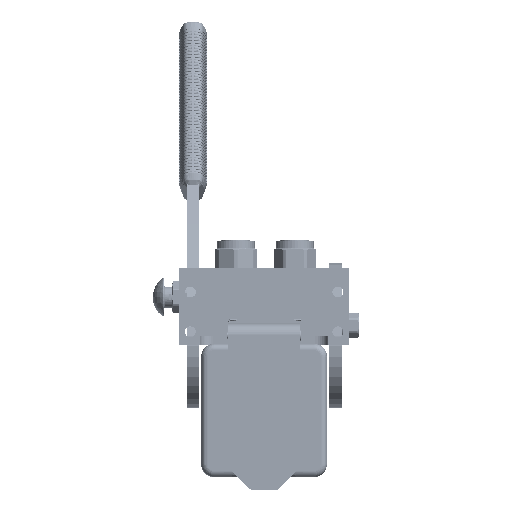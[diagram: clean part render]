
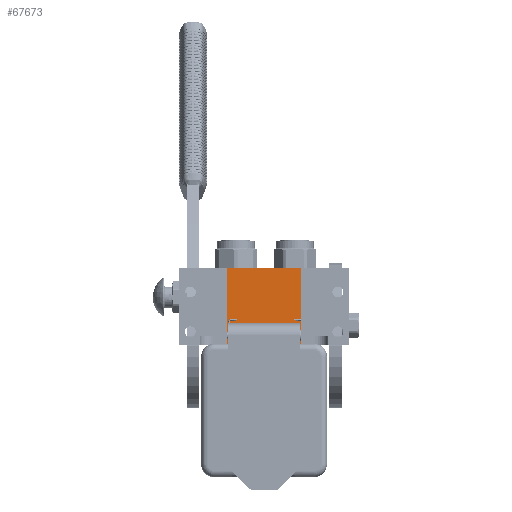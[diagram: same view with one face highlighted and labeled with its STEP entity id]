
A CAD part, left-side view. The second image highlights one B-rep face of the part: STEP entity #67673.
In plain terms, the highlighted face is planar.
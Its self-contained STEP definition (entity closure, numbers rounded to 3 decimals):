
#1558 = ORIENTED_EDGE ( 'NONE', *, *, #17467, .F. ) ;
#4519 = LINE ( 'NONE', #127276, #54891 ) ;
#5042 = VECTOR ( 'NONE', #118040, 1000. ) ;
#9288 = LINE ( 'NONE', #131542, #5042 ) ;
#17467 = EDGE_CURVE ( 'NONE', #141108, #149780, #4519, .T. ) ;
#24911 = VERTEX_POINT ( 'NONE', #91053 ) ;
#28311 = CARTESIAN_POINT ( 'NONE',  ( -29., 60.2, -107.5 ) ) ;
#43312 = DIRECTION ( 'NONE',  ( -1., 0., 0. ) ) ;
#44640 = CARTESIAN_POINT ( 'NONE',  ( 29., 0., -107.5 ) ) ;
#54891 = VECTOR ( 'NONE', #113226, 1000. ) ;
#55306 = CARTESIAN_POINT ( 'NONE',  ( -29., 0., -107.5 ) ) ;
#58251 = FACE_OUTER_BOUND ( 'NONE', #83669, .T. ) ;
#67673 = ADVANCED_FACE ( 'NONE', ( #58251 ), #69159, .T. ) ;
#69159 = PLANE ( 'NONE',  #132829 ) ;
#78387 = EDGE_CURVE ( 'NONE', #24911, #141108, #158388, .T. ) ;
#82280 = ORIENTED_EDGE ( 'NONE', *, *, #78387, .F. ) ;
#83669 = EDGE_LOOP ( 'NONE', ( #111210, #1558, #82280, #110663 ) ) ;
#86853 = VECTOR ( 'NONE', #138640, 1000. ) ;
#91053 = CARTESIAN_POINT ( 'NONE',  ( 29., 0., -107.5 ) ) ;
#96731 = CARTESIAN_POINT ( 'NONE',  ( 29., 0., -107.5 ) ) ;
#97531 = LINE ( 'NONE', #55306, #114446 ) ;
#110663 = ORIENTED_EDGE ( 'NONE', *, *, #168089, .T. ) ;
#111210 = ORIENTED_EDGE ( 'NONE', *, *, #141654, .T. ) ;
#113226 = DIRECTION ( 'NONE',  ( -1., 0., 0. ) ) ;
#114446 = VECTOR ( 'NONE', #148823, 1000. ) ;
#118040 = DIRECTION ( 'NONE',  ( -1., 0., 0. ) ) ;
#127254 = VERTEX_POINT ( 'NONE', #145069 ) ;
#127276 = CARTESIAN_POINT ( 'NONE',  ( 29., 60.2, -107.5 ) ) ;
#131542 = CARTESIAN_POINT ( 'NONE',  ( 29., 0., -107.5 ) ) ;
#132829 = AXIS2_PLACEMENT_3D ( 'NONE', #96731, #163227, #43312 ) ;
#135462 = CARTESIAN_POINT ( 'NONE',  ( 29., 60.2, -107.5 ) ) ;
#138640 = DIRECTION ( 'NONE',  ( 0., 1., 0. ) ) ;
#141108 = VERTEX_POINT ( 'NONE', #135462 ) ;
#141654 = EDGE_CURVE ( 'NONE', #127254, #149780, #97531, .T. ) ;
#145069 = CARTESIAN_POINT ( 'NONE',  ( -29., 0., -107.5 ) ) ;
#148823 = DIRECTION ( 'NONE',  ( 0., 1., 0. ) ) ;
#149780 = VERTEX_POINT ( 'NONE', #28311 ) ;
#158388 = LINE ( 'NONE', #44640, #86853 ) ;
#163227 = DIRECTION ( 'NONE',  ( 0., 0., -1. ) ) ;
#168089 = EDGE_CURVE ( 'NONE', #24911, #127254, #9288, .T. ) ;
